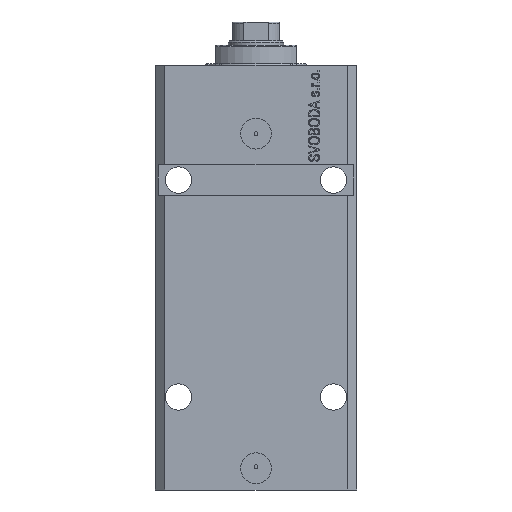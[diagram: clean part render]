
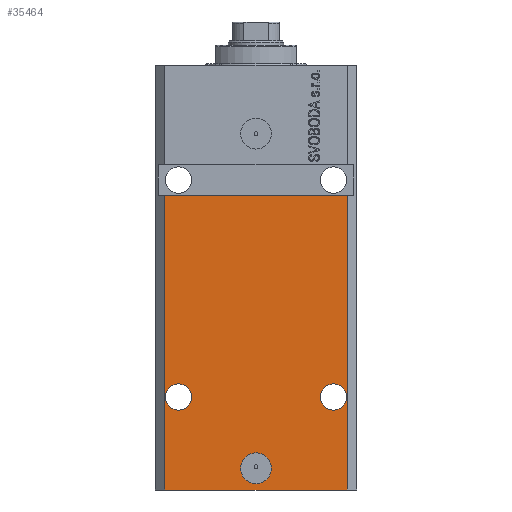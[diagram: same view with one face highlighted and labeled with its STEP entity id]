
A CAD part, front view. The second image highlights one B-rep face of the part: STEP entity #35464.
In plain terms, the highlighted planar face has unit normal (0, -1, 0).
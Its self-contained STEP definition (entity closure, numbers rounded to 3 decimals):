
#640 = LINE ( 'NONE', #31372, #18768 ) ;
#1221 = VERTEX_POINT ( 'NONE', #18885 ) ;
#1464 = PLANE ( 'NONE',  #38945 ) ;
#1673 = CARTESIAN_POINT ( 'NONE',  ( -29.5, -22.5, -137. ) ) ;
#2784 = EDGE_CURVE ( 'NONE', #18723, #40400, #33230, .T. ) ;
#3427 = CIRCLE ( 'NONE', #28864, 5. ) ;
#3500 = CARTESIAN_POINT ( 'NONE',  ( 25., -22.5, -107. ) ) ;
#3966 = VERTEX_POINT ( 'NONE', #7011 ) ;
#4449 = CARTESIAN_POINT ( 'NONE',  ( -29.5, -22.5, -137. ) ) ;
#4585 = CARTESIAN_POINT ( 'NONE',  ( 29.25, -22.5, -107. ) ) ;
#5303 = DIRECTION ( 'NONE',  ( 0., -1., 0. ) ) ;
#5367 = VECTOR ( 'NONE', #30745, 1000. ) ;
#5568 = CARTESIAN_POINT ( 'NONE',  ( -32.5, -22.5, -42. ) ) ;
#6371 = VERTEX_POINT ( 'NONE', #27184 ) ;
#6608 = EDGE_LOOP ( 'NONE', ( #13174, #30263 ) ) ;
#6637 = ORIENTED_EDGE ( 'NONE', *, *, #10747, .T. ) ;
#7011 = CARTESIAN_POINT ( 'NONE',  ( 29.5, -22.5, -137. ) ) ;
#7230 = DIRECTION ( 'NONE',  ( 0., 0., 1. ) ) ;
#8020 = AXIS2_PLACEMENT_3D ( 'NONE', #42414, #21926, #43087 ) ;
#8934 = FACE_BOUND ( 'NONE', #6608, .T. ) ;
#9490 = CIRCLE ( 'NONE', #23183, 5. ) ;
#10652 = CIRCLE ( 'NONE', #44084, 4.25 ) ;
#10747 = EDGE_CURVE ( 'NONE', #1221, #3966, #20481, .T. ) ;
#10899 = CARTESIAN_POINT ( 'NONE',  ( 0., -22.5, -130. ) ) ;
#11001 = DIRECTION ( 'NONE',  ( 1., 0., 0. ) ) ;
#12122 = DIRECTION ( 'NONE',  ( 1., 0., 0. ) ) ;
#12972 = CARTESIAN_POINT ( 'NONE',  ( -29.5, -22.5, -137. ) ) ;
#13174 = ORIENTED_EDGE ( 'NONE', *, *, #30744, .F. ) ;
#13938 = CARTESIAN_POINT ( 'NONE',  ( 20.75, -22.5, -107. ) ) ;
#13947 = DIRECTION ( 'NONE',  ( 1., 0., 0. ) ) ;
#15488 = DIRECTION ( 'NONE',  ( 0., 0., 1. ) ) ;
#16975 = CARTESIAN_POINT ( 'NONE',  ( -5., -22.5, -130. ) ) ;
#17047 = CARTESIAN_POINT ( 'NONE',  ( -25., -22.5, -107. ) ) ;
#17156 = VERTEX_POINT ( 'NONE', #13938 ) ;
#17363 = DIRECTION ( 'NONE',  ( 0., -1., 0. ) ) ;
#17369 = AXIS2_PLACEMENT_3D ( 'NONE', #28981, #18941, #39219 ) ;
#17372 = CARTESIAN_POINT ( 'NONE',  ( -20.75, -22.5, -107. ) ) ;
#18723 = VERTEX_POINT ( 'NONE', #26609 ) ;
#18768 = VECTOR ( 'NONE', #7230, 1000. ) ;
#18885 = CARTESIAN_POINT ( 'NONE',  ( -29.5, -22.5, -137. ) ) ;
#18941 = DIRECTION ( 'NONE',  ( 0., -1., 0. ) ) ;
#20041 = ORIENTED_EDGE ( 'NONE', *, *, #21901, .F. ) ;
#20481 = LINE ( 'NONE', #12972, #5367 ) ;
#21258 = EDGE_CURVE ( 'NONE', #17156, #29700, #10652, .T. ) ;
#21694 = CARTESIAN_POINT ( 'NONE',  ( 0., -22.5, -130. ) ) ;
#21870 = EDGE_LOOP ( 'NONE', ( #20041, #22409, #6637, #33458 ) ) ;
#21901 = EDGE_CURVE ( 'NONE', #30880, #31358, #30378, .T. ) ;
#21926 = DIRECTION ( 'NONE',  ( 0., -1., 0. ) ) ;
#22409 = ORIENTED_EDGE ( 'NONE', *, *, #22975, .F. ) ;
#22714 = EDGE_CURVE ( 'NONE', #24690, #6371, #3427, .T. ) ;
#22805 = FACE_OUTER_BOUND ( 'NONE', #21870, .T. ) ;
#22975 = EDGE_CURVE ( 'NONE', #1221, #30880, #27895, .T. ) ;
#23183 = AXIS2_PLACEMENT_3D ( 'NONE', #21694, #25115, #11001 ) ;
#23249 = CIRCLE ( 'NONE', #8020, 4.25 ) ;
#24690 = VERTEX_POINT ( 'NONE', #16975 ) ;
#24788 = DIRECTION ( 'NONE',  ( 0., -1., 0. ) ) ;
#25115 = DIRECTION ( 'NONE',  ( 0., -1., 0. ) ) ;
#25216 = VECTOR ( 'NONE', #26966, 1000. ) ;
#25958 = VECTOR ( 'NONE', #15488, 1000. ) ;
#26511 = CARTESIAN_POINT ( 'NONE',  ( 29.5, -22.5, -42. ) ) ;
#26514 = EDGE_CURVE ( 'NONE', #3966, #31358, #640, .T. ) ;
#26609 = CARTESIAN_POINT ( 'NONE',  ( -29.25, -22.5, -107. ) ) ;
#26704 = AXIS2_PLACEMENT_3D ( 'NONE', #17047, #27544, #41417 ) ;
#26966 = DIRECTION ( 'NONE',  ( 1., 0., 0. ) ) ;
#27184 = CARTESIAN_POINT ( 'NONE',  ( 5., -22.5, -130. ) ) ;
#27544 = DIRECTION ( 'NONE',  ( 0., -1., 0. ) ) ;
#27895 = LINE ( 'NONE', #4449, #25958 ) ;
#28436 = EDGE_CURVE ( 'NONE', #29700, #17156, #33417, .T. ) ;
#28864 = AXIS2_PLACEMENT_3D ( 'NONE', #10899, #24788, #38674 ) ;
#28981 = CARTESIAN_POINT ( 'NONE',  ( 25., -22.5, -107. ) ) ;
#29221 = EDGE_LOOP ( 'NONE', ( #29774, #39485 ) ) ;
#29700 = VERTEX_POINT ( 'NONE', #4585 ) ;
#29774 = ORIENTED_EDGE ( 'NONE', *, *, #28436, .F. ) ;
#30263 = ORIENTED_EDGE ( 'NONE', *, *, #2784, .F. ) ;
#30338 = CARTESIAN_POINT ( 'NONE',  ( -29.5, -22.5, -42. ) ) ;
#30378 = LINE ( 'NONE', #5568, #25216 ) ;
#30661 = ORIENTED_EDGE ( 'NONE', *, *, #22714, .F. ) ;
#30744 = EDGE_CURVE ( 'NONE', #40400, #18723, #23249, .T. ) ;
#30745 = DIRECTION ( 'NONE',  ( 1., 0., 0. ) ) ;
#30880 = VERTEX_POINT ( 'NONE', #30338 ) ;
#31358 = VERTEX_POINT ( 'NONE', #26511 ) ;
#31372 = CARTESIAN_POINT ( 'NONE',  ( 29.5, -22.5, -137. ) ) ;
#31653 = EDGE_CURVE ( 'NONE', #6371, #24690, #9490, .T. ) ;
#33230 = CIRCLE ( 'NONE', #26704, 4.25 ) ;
#33417 = CIRCLE ( 'NONE', #17369, 4.25 ) ;
#33458 = ORIENTED_EDGE ( 'NONE', *, *, #26514, .T. ) ;
#34081 = EDGE_LOOP ( 'NONE', ( #37521, #30661 ) ) ;
#35464 = ADVANCED_FACE ( 'NONE', ( #39451, #36487, #8934, #22805 ), #1464, .T. ) ;
#36487 = FACE_BOUND ( 'NONE', #29221, .T. ) ;
#37521 = ORIENTED_EDGE ( 'NONE', *, *, #31653, .F. ) ;
#38674 = DIRECTION ( 'NONE',  ( 1., 0., 0. ) ) ;
#38945 = AXIS2_PLACEMENT_3D ( 'NONE', #1673, #5303, #12122 ) ;
#39219 = DIRECTION ( 'NONE',  ( 1., 0., 0. ) ) ;
#39451 = FACE_BOUND ( 'NONE', #34081, .T. ) ;
#39485 = ORIENTED_EDGE ( 'NONE', *, *, #21258, .F. ) ;
#40400 = VERTEX_POINT ( 'NONE', #17372 ) ;
#41417 = DIRECTION ( 'NONE',  ( -1., 0., 0. ) ) ;
#42414 = CARTESIAN_POINT ( 'NONE',  ( -25., -22.5, -107. ) ) ;
#43087 = DIRECTION ( 'NONE',  ( -1., 0., 0. ) ) ;
#44084 = AXIS2_PLACEMENT_3D ( 'NONE', #3500, #17363, #13947 ) ;
